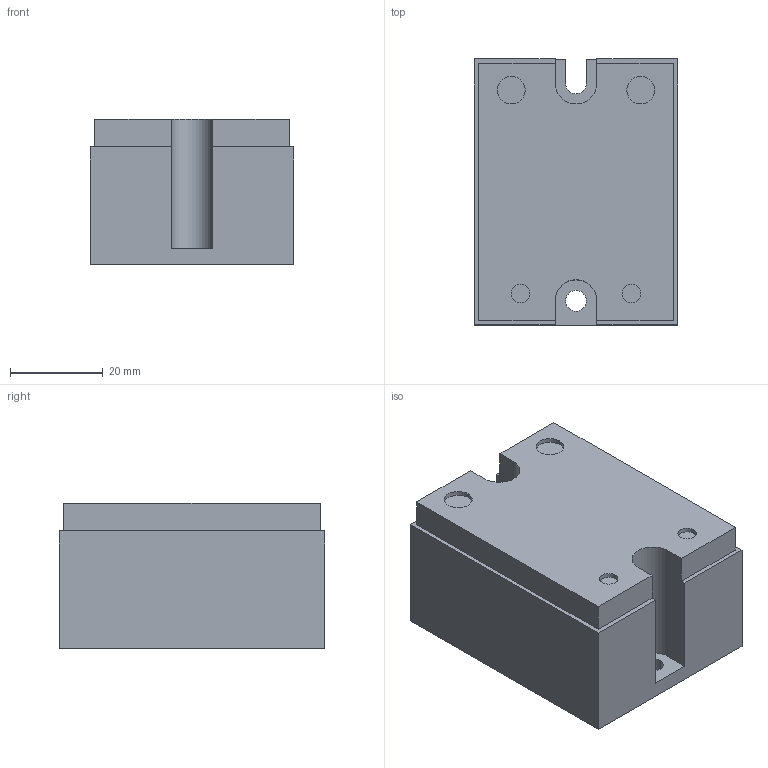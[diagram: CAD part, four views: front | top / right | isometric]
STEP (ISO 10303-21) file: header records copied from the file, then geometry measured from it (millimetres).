
FILE_DESCRIPTION (( 'STEP AP203' ), '1' );
FILE_NAME ('22.STEP', '2022-04-27T05:32:11', ( '' ), ( '' ), 'SwSTEP 2.0', 'SolidWorks 2017', '' );
FILE_SCHEMA (( 'CONFIG_CONTROL_DESIGN' ));
Length unit declared in the file: millimetre
Products named in the file (1): 22
Bounding box: 44 x 57.5 x 31.5 mm (x, y, z)
Volume: 73933.9 mm3; surface area: 12321.3 mm2
Topology: 1 solids, 1 shells, 40 faces, 102 edges, 68 vertices
Faces by surface type: plane 27, cylinder 13
Entity records: 1293 total; most frequent: CARTESIAN_POINT 211, DIRECTION 210, ORIENTED_EDGE 204, EDGE_CURVE 102, VECTOR 76, LINE 76, VERTEX_POINT 68, AXIS2_PLACEMENT_3D 67
